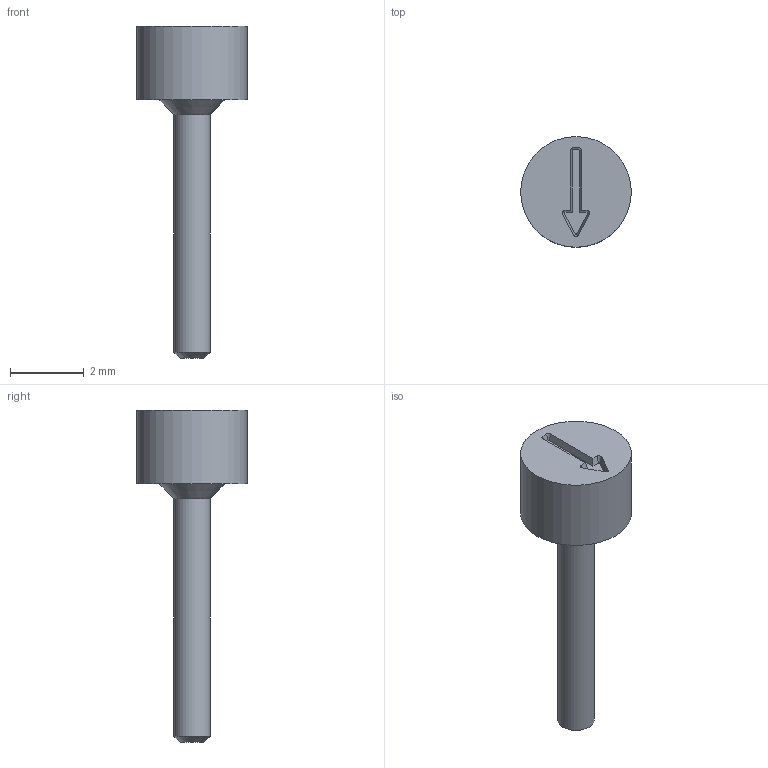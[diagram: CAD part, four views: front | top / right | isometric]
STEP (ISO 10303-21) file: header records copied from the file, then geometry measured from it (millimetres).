
FILE_DESCRIPTION(/* description */ (''),/* implementation_level */ '2;1');
FILE_NAME(/* name */ 'Dati-3000_GF$3$Jahr.stp',/* time_stamp */ '2025-08-28T15:13:55+02:00',/* author */ ('olafg'),/* organization */ (''),/* preprocessor_version */ 'ST-DEVELOPER v20',/* originating_system */ 'Autodesk Inventor 2024',/* authorisation */ '');
FILE_SCHEMA (('AUTOMOTIVE_DESIGN { 1 0 10303 214 3 1 1 }'));
Length unit declared in the file: millimetre
Products named in the file (1): 3003-05-00 F Stelleinsatz
Bounding box: 3 x 3 x 9 mm (x, y, z)
Volume: 19.8 mm3; surface area: 55 mm2
Topology: 1 solids, 1 shells, 20 faces, 47 edges, 31 vertices
Faces by surface type: plane 11, cone 7, cylinder 2
Full cylindrical faces by diameter (mm): 1 x1, 3 x1
Entity records: 623 total; most frequent: DIRECTION 106, CARTESIAN_POINT 99, ORIENTED_EDGE 94, EDGE_CURVE 47, AXIS2_PLACEMENT_3D 38, VERTEX_POINT 31, LINE 30, VECTOR 30
